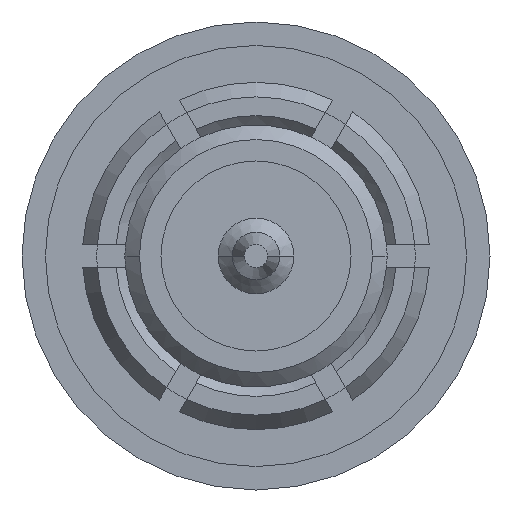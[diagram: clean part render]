
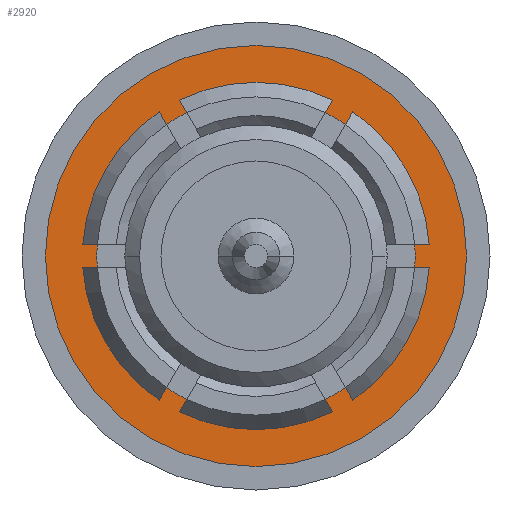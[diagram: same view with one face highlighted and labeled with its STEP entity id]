
A CAD part, left-side view. The second image highlights one B-rep face of the part: STEP entity #2920.
In plain terms, the highlighted planar face has unit normal (-1, 0, 0).
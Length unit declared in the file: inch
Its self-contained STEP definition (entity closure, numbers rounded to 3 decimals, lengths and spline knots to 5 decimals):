
#6=CARTESIAN_POINT('',(0.16535,0.,0.));
#7=DIRECTION('',(1.,0.,0.));
#8=DIRECTION('',(0.,1.,0.));
#9=AXIS2_PLACEMENT_3D('',#6,#7,#8);
#502=CARTESIAN_POINT('',(0.16535,0.,0.));
#503=DIRECTION('',(1.,0.,0.));
#504=DIRECTION('',(0.,-1.,0.));
#505=AXIS2_PLACEMENT_3D('',#502,#503,#504);
#511=CARTESIAN_POINT('',(0.16535,0.,0.));
#512=DIRECTION('',(-1.,0.,0.));
#513=DIRECTION('',(0.,1.,0.));
#514=AXIS2_PLACEMENT_3D('',#511,#512,#513);
#516=CARTESIAN_POINT('',(0.16535,0.,0.));
#517=DIRECTION('',(1.,0.,0.));
#518=DIRECTION('',(0.,1.,0.));
#519=AXIS2_PLACEMENT_3D('',#516,#517,#518);
#1709=CARTESIAN_POINT('',(0.16535,0.06693,0.));
#1710=CARTESIAN_POINT('',(0.16535,-0.06693,0.));
#1711=VERTEX_POINT('',#1709);
#1712=VERTEX_POINT('',#1710);
#1713=CARTESIAN_POINT('',(0.16535,0.08858,0.));
#1714=CARTESIAN_POINT('',(0.16535,-0.08858,0.));
#1715=VERTEX_POINT('',#1713);
#1716=VERTEX_POINT('',#1714);
#2905=CARTESIAN_POINT('',(0.16535,0.,0.));
#2906=DIRECTION('',(1.,0.,0.));
#2907=DIRECTION('',(0.,-1.,0.));
#2908=AXIS2_PLACEMENT_3D('',#2905,#2906,#2907);
#2909=PLANE('',#2908);
#2910=ORIENTED_EDGE('',*,*,#2118,.T.);
#2911=ORIENTED_EDGE('',*,*,#2899,.T.);
#2912=EDGE_LOOP('',(#2910,#2911));
#2913=FACE_OUTER_BOUND('',#2912,.F.);
#2915=ORIENTED_EDGE('',*,*,#2914,.T.);
#2917=ORIENTED_EDGE('',*,*,#2916,.F.);
#2918=EDGE_LOOP('',(#2915,#2917));
#2919=FACE_BOUND('',#2918,.F.);
#2920=ADVANCED_FACE('',(#2913,#2919),#2909,.F.);
#10=CIRCLE('',#9,0.08858);
#506=CIRCLE('',#505,0.08858);
#515=CIRCLE('',#514,0.06693);
#520=CIRCLE('',#519,0.06693);
#2118=EDGE_CURVE('',#1715,#1716,#10,.T.);
#2899=EDGE_CURVE('',#1716,#1715,#506,.T.);
#2914=EDGE_CURVE('',#1711,#1712,#515,.T.);
#2916=EDGE_CURVE('',#1711,#1712,#520,.T.);
